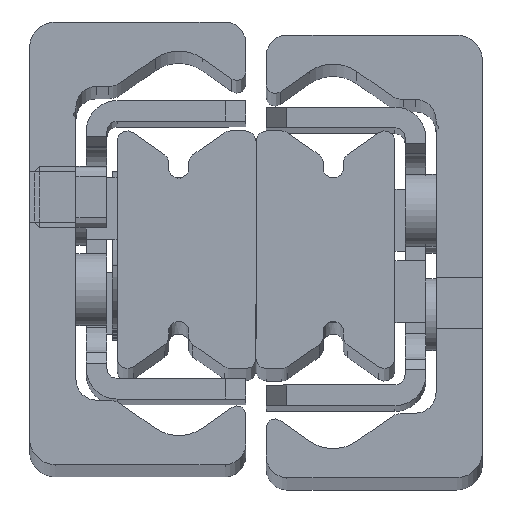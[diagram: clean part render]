
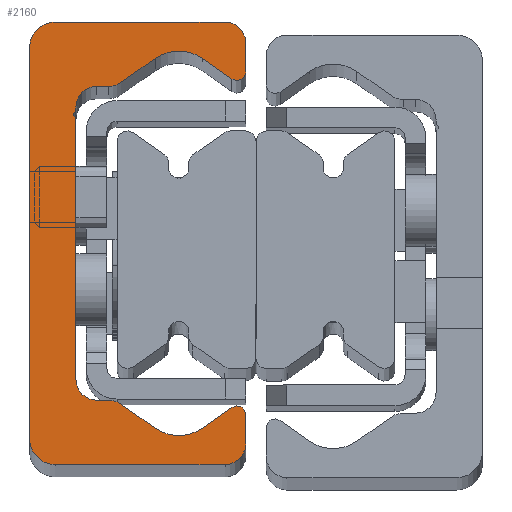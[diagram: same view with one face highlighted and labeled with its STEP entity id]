
A CAD part, top view. The second image highlights one B-rep face of the part: STEP entity #2160.
In plain terms, the highlighted planar face has unit normal (0, 0, 1).
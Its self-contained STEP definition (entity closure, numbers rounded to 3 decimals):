
#1118=CARTESIAN_POINT('',(2.499,0.,690.0));
#1119=VERTEX_POINT('',#1118);
#1120=CARTESIAN_POINT('',(-0.001,2.5,690.0));
#1121=VERTEX_POINT('',#1120);
#1122=CARTESIAN_POINT('',(2.499,2.5,690.0));
#1123=DIRECTION('',(0.0,0.0,-1.0));
#1124=DIRECTION('',(-1.0,0.0,0.0));
#1125=AXIS2_PLACEMENT_3D('',#1122,#1123,#1124);
#1126=CIRCLE('',#1125,2.5);
#1127=EDGE_CURVE('',#1119,#1121,#1126,.T.);
#1160=CARTESIAN_POINT('',(-0.001,40.5,690.0));
#1161=VERTEX_POINT('',#1160);
#1162=CARTESIAN_POINT('',(-0.001,2.5,690.0));
#1163=DIRECTION('',(0.0,1.0,0.0));
#1164=VECTOR('',#1163,38.);
#1165=LINE('',#1162,#1164);
#1166=EDGE_CURVE('',#1121,#1161,#1165,.T.);
#1230=CARTESIAN_POINT('',(2.499,43.0,690.0));
#1231=VERTEX_POINT('',#1230);
#1232=CARTESIAN_POINT('',(2.499,40.5,690.0));
#1233=DIRECTION('',(0.0,0.0,-1.0));
#1234=DIRECTION('',(0.0,1.0,0.0));
#1235=AXIS2_PLACEMENT_3D('',#1232,#1233,#1234);
#1236=CIRCLE('',#1235,2.5);
#1237=EDGE_CURVE('',#1161,#1231,#1236,.T.);
#1263=CARTESIAN_POINT('',(18.999,43.0,690.0));
#1264=VERTEX_POINT('',#1263);
#1265=CARTESIAN_POINT('',(2.499,43.0,690.0));
#1266=DIRECTION('',(1.0,0.0,0.0));
#1267=VECTOR('',#1266,16.5);
#1268=LINE('',#1265,#1267);
#1269=EDGE_CURVE('',#1231,#1264,#1268,.T.);
#1294=CARTESIAN_POINT('',(20.999,41.0,690.0));
#1295=VERTEX_POINT('',#1294);
#1296=CARTESIAN_POINT('',(18.999,41.0,690.0));
#1297=DIRECTION('',(0.0,0.0,-1.0));
#1298=DIRECTION('',(1.0,0.0,0.0));
#1299=AXIS2_PLACEMENT_3D('',#1296,#1297,#1298);
#1300=CIRCLE('',#1299,2.);
#1301=EDGE_CURVE('',#1264,#1295,#1300,.T.);
#1327=CARTESIAN_POINT('',(20.999,38.15,690.0));
#1328=VERTEX_POINT('',#1327);
#1329=CARTESIAN_POINT('',(20.999,41.0,690.0));
#1330=DIRECTION('',(0.0,-1.0,0.0));
#1331=VECTOR('',#1330,2.85);
#1332=LINE('',#1329,#1331);
#1333=EDGE_CURVE('',#1295,#1328,#1332,.T.);
#1358=CARTESIAN_POINT('',(19.662,37.453,690.0));
#1359=VERTEX_POINT('',#1358);
#1360=CARTESIAN_POINT('',(20.149,38.15,690.0));
#1361=DIRECTION('',(0.0,0.0,-1.0));
#1362=DIRECTION('',(-0.574,-0.819,0.0));
#1363=AXIS2_PLACEMENT_3D('',#1360,#1361,#1362);
#1364=CIRCLE('',#1363,0.85);
#1365=EDGE_CURVE('',#1328,#1359,#1364,.T.);
#1391=CARTESIAN_POINT('',(16.794,39.462,690.0));
#1392=VERTEX_POINT('',#1391);
#1393=CARTESIAN_POINT('',(19.662,37.453,690.0));
#1394=DIRECTION('',(-0.819,0.574,0.0));
#1395=VECTOR('',#1394,3.501);
#1396=LINE('',#1393,#1395);
#1397=EDGE_CURVE('',#1359,#1392,#1396,.T.);
#1422=CARTESIAN_POINT('',(12.205,39.462,690.0));
#1423=VERTEX_POINT('',#1422);
#1424=CARTESIAN_POINT('',(14.499,36.185,690.0));
#1425=DIRECTION('',(0.0,0.0,1.0));
#1426=DIRECTION('',(-0.574,-0.819,0.0));
#1427=AXIS2_PLACEMENT_3D('',#1424,#1425,#1426);
#1428=CIRCLE('',#1427,4.);
#1429=EDGE_CURVE('',#1392,#1423,#1428,.T.);
#1455=CARTESIAN_POINT('',(8.849,37.112,690.0));
#1456=VERTEX_POINT('',#1455);
#1457=CARTESIAN_POINT('',(12.205,39.462,690.0));
#1458=DIRECTION('',(-0.819,-0.574,0.0));
#1459=VECTOR('',#1458,4.097);
#1460=LINE('',#1457,#1459);
#1461=EDGE_CURVE('',#1423,#1456,#1460,.T.);
#1486=CARTESIAN_POINT('',(7.702,36.75,690.0));
#1487=VERTEX_POINT('',#1486);
#1488=CARTESIAN_POINT('',(7.702,38.75,690.0));
#1489=DIRECTION('',(0.0,0.0,-1.0));
#1490=DIRECTION('',(0.0,-1.0,0.0));
#1491=AXIS2_PLACEMENT_3D('',#1488,#1489,#1490);
#1492=CIRCLE('',#1491,2.);
#1493=EDGE_CURVE('',#1456,#1487,#1492,.T.);
#1519=CARTESIAN_POINT('',(6.499,36.75,690.0));
#1520=VERTEX_POINT('',#1519);
#1521=CARTESIAN_POINT('',(7.702,36.75,690.0));
#1522=DIRECTION('',(-1.0,0.0,0.0));
#1523=VECTOR('',#1522,1.203);
#1524=LINE('',#1521,#1523);
#1525=EDGE_CURVE('',#1487,#1520,#1524,.T.);
#1550=CARTESIAN_POINT('',(4.499,34.75,690.0));
#1551=VERTEX_POINT('',#1550);
#1552=CARTESIAN_POINT('',(6.499,34.75,690.0));
#1553=DIRECTION('',(0.0,0.0,1.0));
#1554=DIRECTION('',(0.0,-1.0,0.0));
#1555=AXIS2_PLACEMENT_3D('',#1552,#1553,#1554);
#1556=CIRCLE('',#1555,2.0);
#1557=EDGE_CURVE('',#1520,#1551,#1556,.T.);
#1583=CARTESIAN_POINT('',(4.499,34.361,690.0));
#1584=VERTEX_POINT('',#1583);
#1585=CARTESIAN_POINT('',(4.499,34.75,690.0));
#1586=DIRECTION('',(0.0,-1.0,0.0));
#1587=VECTOR('',#1586,0.389);
#1588=LINE('',#1585,#1587);
#1589=EDGE_CURVE('',#1551,#1584,#1588,.T.);
#1614=CARTESIAN_POINT('',(4.411,34.234,690.0));
#1615=VERTEX_POINT('',#1614);
#1616=CARTESIAN_POINT('',(4.363,34.361,690.0));
#1617=DIRECTION('',(0.0,0.0,-1.));
#1618=DIRECTION('',(0.353,-0.936,0.0));
#1619=AXIS2_PLACEMENT_3D('',#1616,#1617,#1618);
#1620=CIRCLE('',#1619,0.136);
#1621=EDGE_CURVE('',#1584,#1615,#1620,.T.);
#1647=CARTESIAN_POINT('',(4.422,33.762,690.0));
#1648=VERTEX_POINT('',#1647);
#1649=CARTESIAN_POINT('',(4.499,34.0,690.0));
#1650=DIRECTION('',(0.0,0.0,1.0));
#1651=DIRECTION('',(0.353,-0.936,0.0));
#1652=AXIS2_PLACEMENT_3D('',#1649,#1650,#1651);
#1653=CIRCLE('',#1652,0.25);
#1654=EDGE_CURVE('',#1615,#1648,#1653,.T.);
#1680=CARTESIAN_POINT('',(4.499,33.656,690.0));
#1681=VERTEX_POINT('',#1680);
#1682=CARTESIAN_POINT('',(4.387,33.656,690.0));
#1683=DIRECTION('',(0.0,0.0,-1.0));
#1684=DIRECTION('',(1.0,0.0,0.0));
#1685=AXIS2_PLACEMENT_3D('',#1682,#1683,#1684);
#1686=CIRCLE('',#1685,0.112);
#1687=EDGE_CURVE('',#1648,#1681,#1686,.T.);
#1713=CARTESIAN_POINT('',(4.499,8.25,690.0));
#1714=VERTEX_POINT('',#1713);
#1715=CARTESIAN_POINT('',(4.499,33.656,690.0));
#1716=DIRECTION('',(0.0,-1.0,0.0));
#1717=VECTOR('',#1716,25.406);
#1718=LINE('',#1715,#1717);
#1719=EDGE_CURVE('',#1681,#1714,#1718,.T.);
#1783=CARTESIAN_POINT('',(6.499,6.25,690.0));
#1784=VERTEX_POINT('',#1783);
#1785=CARTESIAN_POINT('',(6.499,8.25,690.0));
#1786=DIRECTION('',(0.0,0.0,1.0));
#1787=DIRECTION('',(1.0,0.0,0.0));
#1788=AXIS2_PLACEMENT_3D('',#1785,#1786,#1787);
#1789=CIRCLE('',#1788,2.0);
#1790=EDGE_CURVE('',#1714,#1784,#1789,.T.);
#1816=CARTESIAN_POINT('',(7.702,6.25,690.0));
#1817=VERTEX_POINT('',#1816);
#1818=CARTESIAN_POINT('',(6.499,6.25,690.0));
#1819=DIRECTION('',(1.0,0.0,0.0));
#1820=VECTOR('',#1819,1.203);
#1821=LINE('',#1818,#1820);
#1822=EDGE_CURVE('',#1784,#1817,#1821,.T.);
#1847=CARTESIAN_POINT('',(8.849,5.888,690.0));
#1848=VERTEX_POINT('',#1847);
#1849=CARTESIAN_POINT('',(7.702,4.25,690.0));
#1850=DIRECTION('',(0.0,0.0,-1.0));
#1851=DIRECTION('',(0.574,0.819,0.0));
#1852=AXIS2_PLACEMENT_3D('',#1849,#1850,#1851);
#1853=CIRCLE('',#1852,2.);
#1854=EDGE_CURVE('',#1817,#1848,#1853,.T.);
#1880=CARTESIAN_POINT('',(12.205,3.538,690.0));
#1881=VERTEX_POINT('',#1880);
#1882=CARTESIAN_POINT('',(8.849,5.888,690.0));
#1883=DIRECTION('',(0.819,-0.574,0.0));
#1884=VECTOR('',#1883,4.097);
#1885=LINE('',#1882,#1884);
#1886=EDGE_CURVE('',#1848,#1881,#1885,.T.);
#1911=CARTESIAN_POINT('',(16.794,3.538,690.0));
#1912=VERTEX_POINT('',#1911);
#1913=CARTESIAN_POINT('',(14.499,6.815,690.0));
#1914=DIRECTION('',(0.0,0.0,1.0));
#1915=DIRECTION('',(0.574,0.819,0.0));
#1916=AXIS2_PLACEMENT_3D('',#1913,#1914,#1915);
#1917=CIRCLE('',#1916,4.);
#1918=EDGE_CURVE('',#1881,#1912,#1917,.T.);
#1944=CARTESIAN_POINT('',(19.662,5.547,690.0));
#1945=VERTEX_POINT('',#1944);
#1946=CARTESIAN_POINT('',(16.794,3.538,690.0));
#1947=DIRECTION('',(0.819,0.574,0.0));
#1948=VECTOR('',#1947,3.501);
#1949=LINE('',#1946,#1948);
#1950=EDGE_CURVE('',#1912,#1945,#1949,.T.);
#1975=CARTESIAN_POINT('',(20.999,4.85,690.0));
#1976=VERTEX_POINT('',#1975);
#1977=CARTESIAN_POINT('',(20.149,4.85,690.0));
#1978=DIRECTION('',(0.0,0.0,-1.0));
#1979=DIRECTION('',(1.0,0.0,0.0));
#1980=AXIS2_PLACEMENT_3D('',#1977,#1978,#1979);
#1981=CIRCLE('',#1980,0.85);
#1982=EDGE_CURVE('',#1945,#1976,#1981,.T.);
#2008=CARTESIAN_POINT('',(20.999,2.,690.0));
#2009=VERTEX_POINT('',#2008);
#2010=CARTESIAN_POINT('',(20.999,4.85,690.0));
#2011=DIRECTION('',(0.0,-1.0,0.0));
#2012=VECTOR('',#2011,2.85);
#2013=LINE('',#2010,#2012);
#2014=EDGE_CURVE('',#1976,#2009,#2013,.T.);
#2039=CARTESIAN_POINT('',(18.999,0.,690.0));
#2040=VERTEX_POINT('',#2039);
#2041=CARTESIAN_POINT('',(18.999,2.,690.0));
#2042=DIRECTION('',(0.0,0.0,-1.0));
#2043=DIRECTION('',(0.0,-1.0,0.0));
#2044=AXIS2_PLACEMENT_3D('',#2041,#2042,#2043);
#2045=CIRCLE('',#2044,2.);
#2046=EDGE_CURVE('',#2009,#2040,#2045,.T.);
#2072=CARTESIAN_POINT('',(18.999,0.,690.0));
#2073=DIRECTION('',(-1.0,0.0,0.0));
#2074=VECTOR('',#2073,16.5);
#2075=LINE('',#2072,#2074);
#2076=EDGE_CURVE('',#2040,#1119,#2075,.T.);
#2125=CARTESIAN_POINT('',(7.822,21.517,690.0));
#2126=DIRECTION('',(0.0,0.0,1.0));
#2127=DIRECTION('',(1.0,0.0,0.0));
#2128=AXIS2_PLACEMENT_3D('',#2125,#2126,#2127);
#2129=PLANE('',#2128);
#2130=ORIENTED_EDGE('',*,*,#1127,.F.);
#2131=ORIENTED_EDGE('',*,*,#2076,.F.);
#2132=ORIENTED_EDGE('',*,*,#2046,.F.);
#2133=ORIENTED_EDGE('',*,*,#2014,.F.);
#2134=ORIENTED_EDGE('',*,*,#1982,.F.);
#2135=ORIENTED_EDGE('',*,*,#1950,.F.);
#2136=ORIENTED_EDGE('',*,*,#1918,.F.);
#2137=ORIENTED_EDGE('',*,*,#1886,.F.);
#2138=ORIENTED_EDGE('',*,*,#1854,.F.);
#2139=ORIENTED_EDGE('',*,*,#1822,.F.);
#2140=ORIENTED_EDGE('',*,*,#1790,.F.);
#2141=ORIENTED_EDGE('',*,*,#1719,.F.);
#2142=ORIENTED_EDGE('',*,*,#1687,.F.);
#2143=ORIENTED_EDGE('',*,*,#1654,.F.);
#2144=ORIENTED_EDGE('',*,*,#1621,.F.);
#2145=ORIENTED_EDGE('',*,*,#1589,.F.);
#2146=ORIENTED_EDGE('',*,*,#1557,.F.);
#2147=ORIENTED_EDGE('',*,*,#1525,.F.);
#2148=ORIENTED_EDGE('',*,*,#1493,.F.);
#2149=ORIENTED_EDGE('',*,*,#1461,.F.);
#2150=ORIENTED_EDGE('',*,*,#1429,.F.);
#2151=ORIENTED_EDGE('',*,*,#1397,.F.);
#2152=ORIENTED_EDGE('',*,*,#1365,.F.);
#2153=ORIENTED_EDGE('',*,*,#1333,.F.);
#2154=ORIENTED_EDGE('',*,*,#1301,.F.);
#2155=ORIENTED_EDGE('',*,*,#1269,.F.);
#2156=ORIENTED_EDGE('',*,*,#1237,.F.);
#2157=ORIENTED_EDGE('',*,*,#1166,.F.);
#2158=EDGE_LOOP('',(#2130,#2131,#2132,#2133,#2134,#2135,#2136,#2137,#2138,#2139,#2140,#2141,#2142,#2143,#2144,#2145,#2146,#2147,#2148,#2149,#2150,#2151,#2152,#2153,#2154,#2155,#2156,#2157));
#2159=FACE_OUTER_BOUND('',#2158,.T.);
#2160=ADVANCED_FACE('',(#2159),#2129,.T.);
